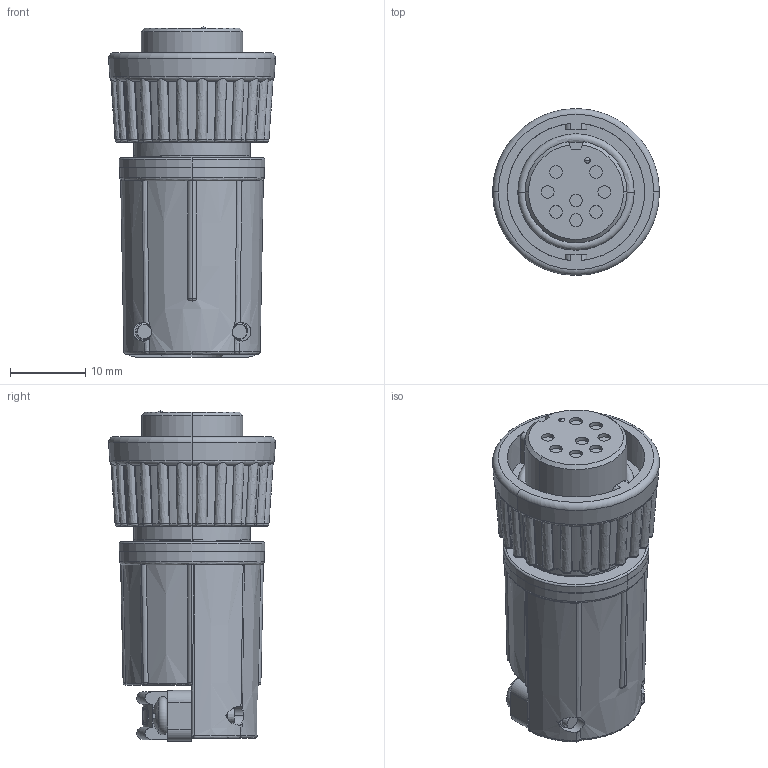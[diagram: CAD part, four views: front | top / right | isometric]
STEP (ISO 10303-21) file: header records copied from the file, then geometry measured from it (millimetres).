
FILE_DESCRIPTION (( 'STEP AP203' ), '1' );
FILE_NAME ('3280-8SG-5XX.STEP', '2018-08-30T14:31:41', ( '' ), ( '' ), 'SwSTEP 2.0', 'SolidWorks 2017', '' );
FILE_SCHEMA (( 'CONFIG_CONTROL_DESIGN' ));
Length unit declared in the file: inch
Products named in the file (1): 3280-8SG-5XX
Bounding box: 22.22 x 22.22 x 43.93 mm (x, y, z)
Volume: 10589.1 mm3; surface area: 4630.8 mm2
Topology: 1 solids, 1 shells, 477 faces, 1322 edges, 864 vertices
Faces by surface type: plane 162, bspline 105, cylinder 88, torus 65, cone 51, sphere 6
Entity records: 22144 total; most frequent: CARTESIAN_POINT 11048, ORIENTED_EDGE 2644, DIRECTION 1906, EDGE_CURVE 1322, VERTEX_POINT 864, AXIS2_PLACEMENT_3D 782, B_SPLINE_CURVE_WITH_KNOTS 540, EDGE_LOOP 498
